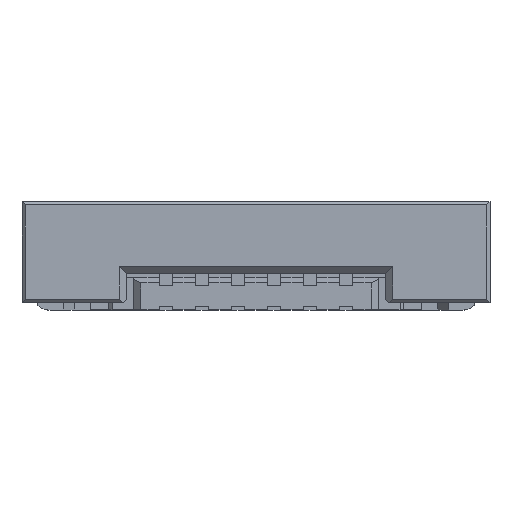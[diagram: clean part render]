
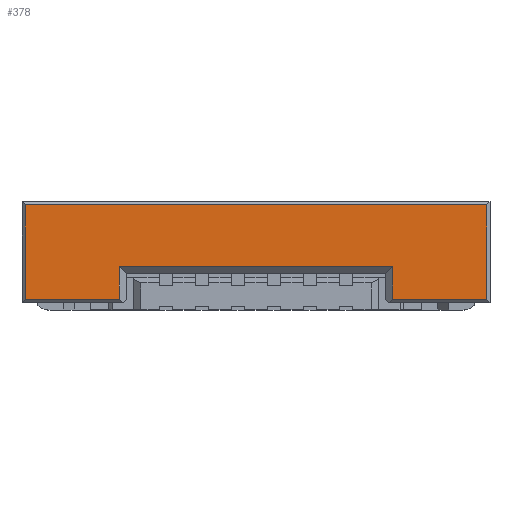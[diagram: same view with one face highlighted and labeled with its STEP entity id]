
A CAD part, top view. The second image highlights one B-rep face of the part: STEP entity #378.
In plain terms, the highlighted planar face has unit normal (0, 0, 1).
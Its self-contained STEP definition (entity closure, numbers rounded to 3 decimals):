
#378=ADVANCED_FACE('',(#1041),#1042,.T.);
#1041=FACE_OUTER_BOUND('',#1736,.T.);
#1042=PLANE('',#1737);
#1736=EDGE_LOOP('',(#4611,#4612,#4613,#4614,#4615,#4616,#4617,#4618));
#1737=AXIS2_PLACEMENT_3D('',#4619,#4620,#4621);
#4611=ORIENTED_EDGE('',*,*,#5912,.F.);
#4612=ORIENTED_EDGE('',*,*,#5913,.F.);
#4613=ORIENTED_EDGE('',*,*,#5914,.T.);
#4614=ORIENTED_EDGE('',*,*,#5915,.F.);
#4615=ORIENTED_EDGE('',*,*,#5911,.F.);
#4616=ORIENTED_EDGE('',*,*,#5907,.T.);
#4617=ORIENTED_EDGE('',*,*,#5916,.T.);
#4618=ORIENTED_EDGE('',*,*,#5917,.T.);
#4619=CARTESIAN_POINT('',(-6.5,3.0,6.7));
#4620=DIRECTION('',(0.0,0.0,1.0));
#4621=DIRECTION('',(1.0,0.0,0.0));
#5907=EDGE_CURVE('',#7621,#7619,#7622,.T.);
#5911=EDGE_CURVE('',#7621,#7624,#7628,.T.);
#5912=EDGE_CURVE('',#7629,#7630,#7631,.T.);
#5913=EDGE_CURVE('',#7632,#7629,#7633,.T.);
#5914=EDGE_CURVE('',#7632,#7634,#7635,.T.);
#5915=EDGE_CURVE('',#7624,#7634,#7636,.T.);
#5916=EDGE_CURVE('',#7619,#7637,#7638,.T.);
#5917=EDGE_CURVE('',#7637,#7630,#7639,.T.);
#7619=VERTEX_POINT('',#10278);
#7621=VERTEX_POINT('',#10281);
#7622=LINE('',#10282,#10283);
#7624=VERTEX_POINT('',#10286);
#7628=LINE('',#10292,#10293);
#7629=VERTEX_POINT('',#10294);
#7630=VERTEX_POINT('',#10295);
#7631=LINE('',#10296,#10297);
#7632=VERTEX_POINT('',#10298);
#7633=LINE('',#10299,#10300);
#7634=VERTEX_POINT('',#10301);
#7635=LINE('',#10302,#10303);
#7636=LINE('',#10304,#10305);
#7637=VERTEX_POINT('',#10306);
#7638=LINE('',#10307,#10308);
#7639=LINE('',#10309,#10310);
#10278=CARTESIAN_POINT('',(-6.412,0.288,6.7));
#10281=CARTESIAN_POINT('',(-6.412,2.912,6.7));
#10282=CARTESIAN_POINT('',(-6.412,2.912,6.7));
#10283=VECTOR('',#11410,2.624);
#10286=CARTESIAN_POINT('',(6.412,2.912,6.7));
#10292=CARTESIAN_POINT('',(-6.412,2.912,6.7));
#10293=VECTOR('',#11414,12.824);
#10294=CARTESIAN_POINT('',(3.8,1.2,6.7));
#10295=CARTESIAN_POINT('',(-3.8,1.2,6.7));
#10296=CARTESIAN_POINT('',(3.8,1.2,6.7));
#10297=VECTOR('',#11415,7.6);
#10298=CARTESIAN_POINT('',(3.8,0.288,6.7));
#10299=CARTESIAN_POINT('',(3.8,0.288,6.7));
#10300=VECTOR('',#11416,0.912);
#10301=CARTESIAN_POINT('',(6.412,0.288,6.7));
#10302=CARTESIAN_POINT('',(3.8,0.288,6.7));
#10303=VECTOR('',#11417,2.612);
#10304=CARTESIAN_POINT('',(6.412,2.912,6.7));
#10305=VECTOR('',#11418,2.624);
#10306=CARTESIAN_POINT('',(-3.8,0.288,6.7));
#10307=CARTESIAN_POINT('',(-6.412,0.288,6.7));
#10308=VECTOR('',#11419,2.612);
#10309=CARTESIAN_POINT('',(-3.8,0.288,6.7));
#10310=VECTOR('',#11420,0.912);
#11410=DIRECTION('',(0.0,-1.0,0.0));
#11414=DIRECTION('',(1.0,0.0,0.0));
#11415=DIRECTION('',(-1.0,0.0,0.0));
#11416=DIRECTION('',(0.0,1.0,0.0));
#11417=DIRECTION('',(1.0,0.0,0.0));
#11418=DIRECTION('',(0.0,-1.0,0.0));
#11419=DIRECTION('',(1.0,0.0,0.0));
#11420=DIRECTION('',(0.0,1.0,0.0));
